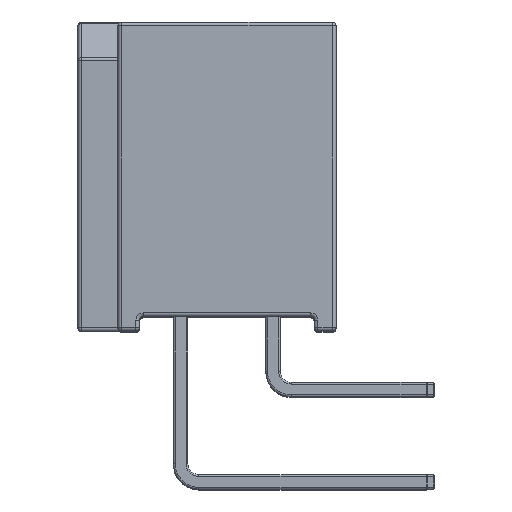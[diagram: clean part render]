
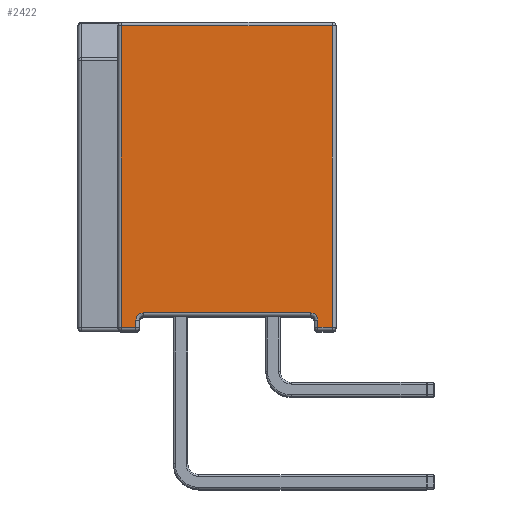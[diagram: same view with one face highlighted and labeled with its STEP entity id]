
A CAD part, top view. The second image highlights one B-rep face of the part: STEP entity #2422.
In plain terms, the highlighted face is planar.
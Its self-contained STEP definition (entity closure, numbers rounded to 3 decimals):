
#25 = LINE ( 'NONE', #3497, #3679 ) ;
#304 = CARTESIAN_POINT ( 'NONE',  ( 0., -4.15, 2.5 ) ) ;
#311 = CARTESIAN_POINT ( 'NONE',  ( 0., -4.35, -3. ) ) ;
#448 = VECTOR ( 'NONE', #4179, 1000. ) ;
#470 = CARTESIAN_POINT ( 'NONE',  ( 0., 3.95, -2.9 ) ) ;
#560 = DIRECTION ( 'NONE',  ( 0., 1., 0. ) ) ;
#633 = AXIS2_PLACEMENT_3D ( 'NONE', #2533, #6311, #3082 ) ;
#686 = LINE ( 'NONE', #6003, #6298 ) ;
#687 = CARTESIAN_POINT ( 'NONE',  ( 0., 3.95, 0. ) ) ;
#878 = CARTESIAN_POINT ( 'NONE',  ( 0., 0., 0. ) ) ;
#916 = CARTESIAN_POINT ( 'NONE',  ( 0., -3.95, 2.3 ) ) ;
#934 = CARTESIAN_POINT ( 'NONE',  ( 0., 0., 2.9 ) ) ;
#986 = EDGE_CURVE ( 'NONE', #5390, #1148, #2881, .T. ) ;
#1131 = ORIENTED_EDGE ( 'NONE', *, *, #2342, .T. ) ;
#1145 = EDGE_LOOP ( 'NONE', ( #1801, #5739, #6410, #1131, #6648, #4684, #1894, #3800, #2871, #1491 ) ) ;
#1148 = VERTEX_POINT ( 'NONE', #470 ) ;
#1250 = DIRECTION ( 'NONE',  ( 0., 0., 1. ) ) ;
#1277 = LINE ( 'NONE', #934, #5433 ) ;
#1434 = DIRECTION ( 'NONE',  ( 0., 0., -1. ) ) ;
#1491 = ORIENTED_EDGE ( 'NONE', *, *, #4360, .T. ) ;
#1528 = EDGE_CURVE ( 'NONE', #6133, #1842, #2200, .T. ) ;
#1586 = VERTEX_POINT ( 'NONE', #2234 ) ;
#1633 = VECTOR ( 'NONE', #560, 1000. ) ;
#1696 = EDGE_CURVE ( 'NONE', #1148, #5145, #2617, .T. ) ;
#1801 = ORIENTED_EDGE ( 'NONE', *, *, #1920, .T. ) ;
#1842 = VERTEX_POINT ( 'NONE', #304 ) ;
#1892 = LINE ( 'NONE', #4707, #448 ) ;
#1894 = ORIENTED_EDGE ( 'NONE', *, *, #3763, .T. ) ;
#1920 = EDGE_CURVE ( 'NONE', #1586, #5358, #1892, .T. ) ;
#1928 = AXIS2_PLACEMENT_3D ( 'NONE', #878, #4683, #1434 ) ;
#1950 = CARTESIAN_POINT ( 'NONE',  ( 0., 0., -2.9 ) ) ;
#2127 = EDGE_CURVE ( 'NONE', #2599, #4625, #686, .T. ) ;
#2200 = CIRCLE ( 'NONE', #633, 0.2 ) ;
#2220 = VECTOR ( 'NONE', #4611, 1000. ) ;
#2234 = CARTESIAN_POINT ( 'NONE',  ( 0., -4.35, 2.9 ) ) ;
#2342 = EDGE_CURVE ( 'NONE', #6133, #6971, #25, .T. ) ;
#2422 = ADVANCED_FACE ( 'NONE', ( #4775 ), #4656, .T. ) ;
#2447 = VECTOR ( 'NONE', #1250, 1000. ) ;
#2489 = DIRECTION ( 'NONE',  ( 1., 0., 0. ) ) ;
#2533 = CARTESIAN_POINT ( 'NONE',  ( 0., -4.15, 2.3 ) ) ;
#2599 = VERTEX_POINT ( 'NONE', #3731 ) ;
#2617 = LINE ( 'NONE', #687, #2447 ) ;
#2754 = DIRECTION ( 'NONE',  ( 0., -1., 0. ) ) ;
#2871 = ORIENTED_EDGE ( 'NONE', *, *, #1696, .T. ) ;
#2881 = LINE ( 'NONE', #1950, #5576 ) ;
#2977 = DIRECTION ( 'NONE',  ( 0., 0., -1. ) ) ;
#3082 = DIRECTION ( 'NONE',  ( 0., 0., -1. ) ) ;
#3216 = CARTESIAN_POINT ( 'NONE',  ( 0., -4.35, 2.5 ) ) ;
#3497 = CARTESIAN_POINT ( 'NONE',  ( 0., -3.95, 0. ) ) ;
#3679 = VECTOR ( 'NONE', #2977, 1000. ) ;
#3731 = CARTESIAN_POINT ( 'NONE',  ( 0., -4.15, -2.5 ) ) ;
#3763 = EDGE_CURVE ( 'NONE', #4625, #5390, #5255, .T. ) ;
#3800 = ORIENTED_EDGE ( 'NONE', *, *, #986, .T. ) ;
#3823 = CARTESIAN_POINT ( 'NONE',  ( 0., -4.05, 2.5 ) ) ;
#4131 = CARTESIAN_POINT ( 'NONE',  ( 0., -3.95, -2.3 ) ) ;
#4159 = LINE ( 'NONE', #3823, #1633 ) ;
#4177 = DIRECTION ( 'NONE',  ( 0., -1., 0. ) ) ;
#4179 = DIRECTION ( 'NONE',  ( 0., 0., -1. ) ) ;
#4360 = EDGE_CURVE ( 'NONE', #5145, #1586, #1277, .T. ) ;
#4611 = DIRECTION ( 'NONE',  ( 0., 0., -1. ) ) ;
#4625 = VERTEX_POINT ( 'NONE', #6559 ) ;
#4656 = PLANE ( 'NONE',  #1928 ) ;
#4683 = DIRECTION ( 'NONE',  ( 1., 0., 0. ) ) ;
#4684 = ORIENTED_EDGE ( 'NONE', *, *, #2127, .T. ) ;
#4707 = CARTESIAN_POINT ( 'NONE',  ( 0., -4.35, 0. ) ) ;
#4775 = FACE_OUTER_BOUND ( 'NONE', #1145, .T. ) ;
#5145 = VERTEX_POINT ( 'NONE', #6255 ) ;
#5191 = DIRECTION ( 'NONE',  ( 0., 1., 0. ) ) ;
#5205 = AXIS2_PLACEMENT_3D ( 'NONE', #5714, #2489, #6267 ) ;
#5255 = LINE ( 'NONE', #311, #2220 ) ;
#5358 = VERTEX_POINT ( 'NONE', #3216 ) ;
#5390 = VERTEX_POINT ( 'NONE', #7018 ) ;
#5418 = EDGE_CURVE ( 'NONE', #5358, #1842, #4159, .T. ) ;
#5433 = VECTOR ( 'NONE', #4177, 1000. ) ;
#5576 = VECTOR ( 'NONE', #5191, 1000. ) ;
#5714 = CARTESIAN_POINT ( 'NONE',  ( 0., -4.15, -2.3 ) ) ;
#5739 = ORIENTED_EDGE ( 'NONE', *, *, #5418, .T. ) ;
#5832 = CIRCLE ( 'NONE', #5205, 0.2 ) ;
#6003 = CARTESIAN_POINT ( 'NONE',  ( 0., -4.45, -2.5 ) ) ;
#6133 = VERTEX_POINT ( 'NONE', #916 ) ;
#6255 = CARTESIAN_POINT ( 'NONE',  ( 0., 3.95, 2.9 ) ) ;
#6267 = DIRECTION ( 'NONE',  ( 0., 0., -1. ) ) ;
#6298 = VECTOR ( 'NONE', #2754, 1000. ) ;
#6311 = DIRECTION ( 'NONE',  ( 1., 0., 0. ) ) ;
#6410 = ORIENTED_EDGE ( 'NONE', *, *, #1528, .F. ) ;
#6559 = CARTESIAN_POINT ( 'NONE',  ( 0., -4.35, -2.5 ) ) ;
#6648 = ORIENTED_EDGE ( 'NONE', *, *, #6943, .F. ) ;
#6943 = EDGE_CURVE ( 'NONE', #2599, #6971, #5832, .T. ) ;
#6971 = VERTEX_POINT ( 'NONE', #4131 ) ;
#7018 = CARTESIAN_POINT ( 'NONE',  ( 0., -4.35, -2.9 ) ) ;
